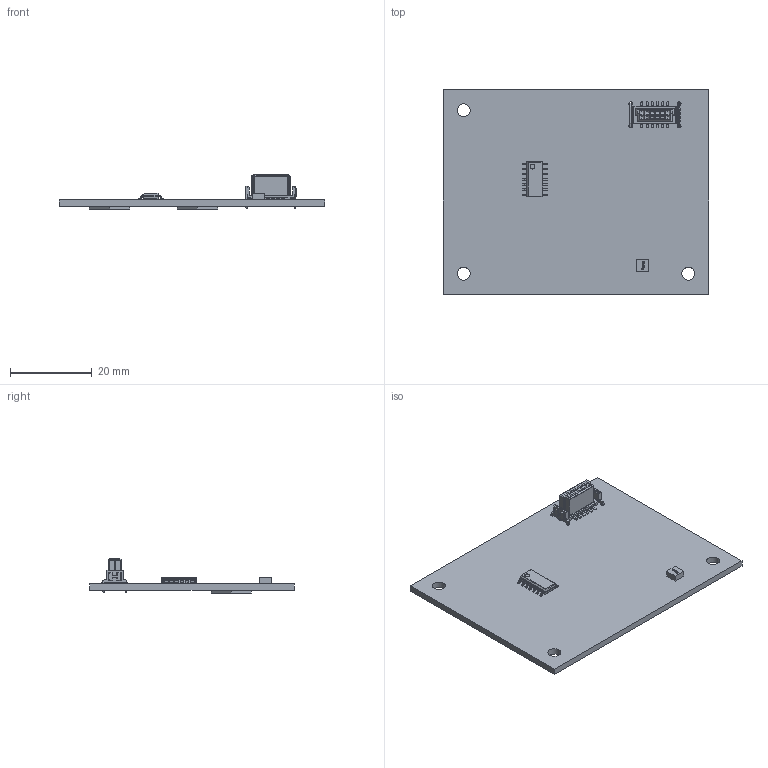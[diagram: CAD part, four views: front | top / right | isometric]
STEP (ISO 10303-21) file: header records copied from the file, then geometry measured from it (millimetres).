
FILE_DESCRIPTION(('FreeCAD Model'),'2;1');
FILE_NAME('Luminometer_ADC2.step','2020-09-22T18:28:45',('kicad StepUp'),( 'ksu MCAD'),'Open CASCADE STEP processor 7.3','FreeCAD','Unknown');
FILE_SCHEMA(('AUTOMOTIVE_DESIGN { 1 0 10303 214 1 1 1 1 }'));
Length unit declared in the file: millimetre
Products named in the file (12): Luminometer_ADC; Board_Geoms_693; Local_CS_693; Pcb_693; Step_Models_693; Top_693; J1_1521012X401XXX_100632439MOD000B_5F66AF2B; L1_74438335010_Download_STP_WE-MAPI-3015_rev1_5F66346F; U5_soic-14_5F68DCC8; Bot_693; SiPM1_OnSemi_MICROFC-60035-SMT-TR1_5F68FF54; SiPM2_OnSemi_MICROFC-60035-SMT-TR1_5F663599
Assembly tree (11 placements, depth 4):
  Luminometer_ADC
    Board_Geoms_693
      Local_CS_693
      Pcb_693
    Step_Models_693
      Top_693
        J1_1521012X401XXX_100632439MOD000B_5F66AF2B
        L1_74438335010_Download_STP_WE-MAPI-3015_rev1_5F66346F
        U5_soic-14_5F68DCC8
      Bot_693
        SiPM1_OnSemi_MICROFC-60035-SMT-TR1_5F68FF54
        SiPM2_OnSemi_MICROFC-60035-SMT-TR1_5F663599
Bounding box: 65 x 50 x 8.4 mm (x, y, z)
Volume: 5467.1 mm3; surface area: 7822.9 mm2
Topology: 24 solids, 24 shells, 1082 faces, 2793 edges, 1796 vertices
Faces by surface type: plane 724, cylinder 286, sphere 22, cone 20, extrusion 12, bspline 10, torus 8
Full cylindrical faces by diameter (mm): 0.9 x4, 1.6 x2, 3.2 x3
Entity records: 41056 total; most frequent: CARTESIAN_POINT 7240, ORIENTED_EDGE 5560, DIRECTION 5179, EDGE_CURVE 2780, VECTOR 1915, LINE 1903, VERTEX_POINT 1796, AXIS2_PLACEMENT_3D 1632
